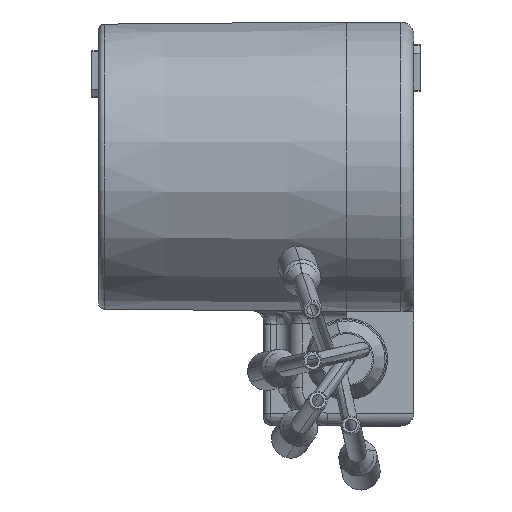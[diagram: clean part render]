
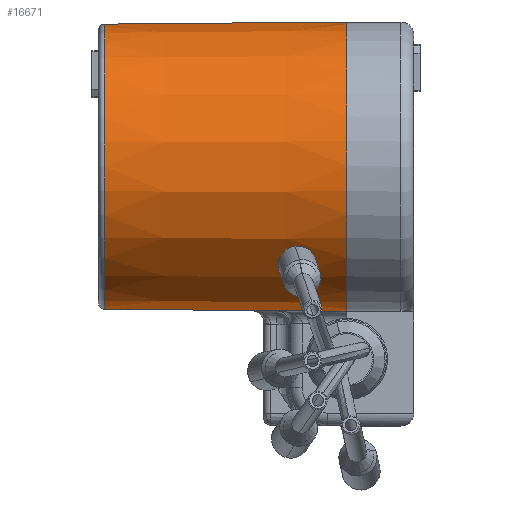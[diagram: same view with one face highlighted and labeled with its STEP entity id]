
A CAD part, left-side view. The second image highlights one B-rep face of the part: STEP entity #16671.
In plain terms, the highlighted conical face has half-angle 0.5 degrees and reference radius 11.267 mm.
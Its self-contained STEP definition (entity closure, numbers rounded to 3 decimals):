
#5440=CARTESIAN_POINT('',(-15.125,-5.603,
24.1));
#5441=CARTESIAN_POINT('',(-15.367,-5.603,
24.1));
#5442=CARTESIAN_POINT('',(-15.852,-5.603,
24.084));
#5443=CARTESIAN_POINT('',(-16.577,-5.603,
24.015));
#5444=CARTESIAN_POINT('',(-17.296,-5.603,
23.898));
#5445=CARTESIAN_POINT('',(-18.006,-5.603,
23.736));
#5446=CARTESIAN_POINT('',(-18.704,-5.603,
23.529));
#5447=CARTESIAN_POINT('',(-19.387,-5.603,
23.278));
#5448=CARTESIAN_POINT('',(-20.053,-5.603,
22.983));
#5449=CARTESIAN_POINT('',(-20.698,-5.603,
22.646));
#5450=CARTESIAN_POINT('',(-21.321,-5.603,
22.269));
#5451=CARTESIAN_POINT('',(-21.918,-5.603,
21.852));
#5452=CARTESIAN_POINT('',(-22.487,-5.603,
21.398));
#5453=CARTESIAN_POINT('',(-23.026,-5.603,
20.909));
#5454=CARTESIAN_POINT('',(-23.532,-5.603,
20.386));
#5455=CARTESIAN_POINT('',(-24.004,-5.603,
19.831));
#5456=CARTESIAN_POINT('',(-24.44,-5.603,
19.248));
#5457=CARTESIAN_POINT('',(-24.837,-5.603,
18.638));
#5458=CARTESIAN_POINT('',(-25.194,-5.603,
18.003));
#5459=CARTESIAN_POINT('',(-25.51,-5.603,
17.347));
#5460=CARTESIAN_POINT('',(-25.783,-5.603,
16.673));
#5461=CARTESIAN_POINT('',(-26.013,-5.603,
15.982));
#5462=CARTESIAN_POINT('',(-26.198,-5.603,
15.277));
#5463=CARTESIAN_POINT('',(-26.337,-5.603,
14.563));
#5464=CARTESIAN_POINT('',(-26.43,-5.603,
13.841));
#5465=CARTESIAN_POINT('',(-26.477,-5.603,
13.114));
#5466=CARTESIAN_POINT('',(-26.477,-5.603,
12.386));
#5467=CARTESIAN_POINT('',(-26.43,-5.603,
11.659));
#5468=CARTESIAN_POINT('',(-26.337,-5.603,
10.937));
#5469=CARTESIAN_POINT('',(-26.198,-5.603,
10.223));
#5470=CARTESIAN_POINT('',(-26.013,-5.603,
9.518));
#5471=CARTESIAN_POINT('',(-25.783,-5.603,
8.827));
#5472=CARTESIAN_POINT('',(-25.51,-5.603,
8.153));
#5473=CARTESIAN_POINT('',(-25.194,-5.603,
7.497));
#5474=CARTESIAN_POINT('',(-24.837,-5.603,
6.862));
#5475=CARTESIAN_POINT('',(-24.44,-5.603,
6.252));
#5476=CARTESIAN_POINT('',(-24.004,-5.603,
5.669));
#5477=CARTESIAN_POINT('',(-23.532,-5.603,
5.114));
#5478=CARTESIAN_POINT('',(-23.026,-5.603,
4.591));
#5479=CARTESIAN_POINT('',(-22.487,-5.603,
4.102));
#5480=CARTESIAN_POINT('',(-21.918,-5.603,
3.648));
#5481=CARTESIAN_POINT('',(-21.321,-5.603,
3.231));
#5482=CARTESIAN_POINT('',(-20.698,-5.603,
2.854));
#5483=CARTESIAN_POINT('',(-20.053,-5.603,
2.517));
#5484=CARTESIAN_POINT('',(-19.387,-5.603,
2.222));
#5485=CARTESIAN_POINT('',(-18.704,-5.603,
1.971));
#5486=CARTESIAN_POINT('',(-18.006,-5.603,
1.764));
#5487=CARTESIAN_POINT('',(-17.296,-5.603,
1.602));
#5488=CARTESIAN_POINT('',(-16.577,-5.603,
1.485));
#5489=CARTESIAN_POINT('',(-15.852,-5.603,
1.416));
#5490=CARTESIAN_POINT('',(-15.367,-5.603,
1.4));
#5491=CARTESIAN_POINT('',(-15.125,-5.603,
1.4));
#5501=DIRECTION('',(0.,-1.,-0.009));
#5502=VECTOR('',#5501,19.005);
#5503=CARTESIAN_POINT('',(-15.125,13.401,1.566));
#5504=LINE('',#5503,#5502);
#5505=DIRECTION('',(0.,1.,-0.009));
#5506=VECTOR('',#5505,19.005);
#5507=CARTESIAN_POINT('',(-15.125,-5.603,
24.1));
#5508=LINE('',#5507,#5506);
#5514=CARTESIAN_POINT('',(-15.125,13.401,12.75));
#5515=DIRECTION('',(0.,1.,0.));
#5516=DIRECTION('',(0.,0.,-1.));
#5517=AXIS2_PLACEMENT_3D('',#5514,#5515,#5516);
#12930=CARTESIAN_POINT('',(-15.125,13.401,
1.566));
#12932=VERTEX_POINT('',#12930);
#12948=CARTESIAN_POINT('',(-15.125,13.401,
23.934));
#12949=VERTEX_POINT('',#12948);
#13305=CARTESIAN_POINT('',(-15.125,-5.603,
1.4));
#13307=VERTEX_POINT('',#13305);
#13309=VERTEX_POINT('',#5440);
#16658=CARTESIAN_POINT('',(-15.125,3.899,
12.75));
#16659=DIRECTION('',(0.,-1.,0.));
#16660=DIRECTION('',(0.,0.,1.));
#16661=AXIS2_PLACEMENT_3D('',#16658,#16659,#16660);
#16662=CONICAL_SURFACE('',#16661,11.267,0.5);
#16663=ORIENTED_EDGE('',*,*,#16649,.T.);
#16664=ORIENTED_EDGE('',*,*,#16006,.F.);
#16666=ORIENTED_EDGE('',*,*,#16665,.T.);
#16668=ORIENTED_EDGE('',*,*,#16667,.F.);
#16669=EDGE_LOOP('',(#16663,#16664,#16666,#16668));
#16670=FACE_OUTER_BOUND('',#16669,.F.);
#5492=B_SPLINE_CURVE_WITH_KNOTS('',3,(#5440,#5441,#5442,#5443,#5444,#5445,#5446,
#5447,#5448,#5449,#5450,#5451,#5452,#5453,#5454,#5455,#5456,#5457,#5458,#5459,
#5460,#5461,#5462,#5463,#5464,#5465,#5466,#5467,#5468,#5469,#5470,#5471,#5472,
#5473,#5474,#5475,#5476,#5477,#5478,#5479,#5480,#5481,#5482,#5483,#5484,#5485,
#5486,#5487,#5488,#5489,#5490,#5491),.UNSPECIFIED.,.F.,.F.,(4,1,1,1,1,1,1,1,1,1,
1,1,1,1,1,1,1,1,1,1,1,1,1,1,1,1,1,1,1,1,1,1,1,1,1,1,1,1,1,1,1,1,1,1,1,1,1,1,1,
4),(0.,0.02,0.041,0.061,
0.082,0.102,0.122,0.143,
0.163,0.184,0.204,0.224,
0.245,0.265,0.286,0.306,
0.327,0.347,0.367,0.388,
0.408,0.429,0.449,0.469,
0.49,0.51,0.531,0.551,
0.571,0.592,0.612,0.633,
0.653,0.673,0.694,0.714,
0.735,0.755,0.776,0.796,
0.816,0.837,0.857,0.878,
0.898,0.918,0.939,0.959,
0.98,1.),.UNSPECIFIED.);
#5518=CIRCLE('',#5517,11.184);
#16006=EDGE_CURVE('',#12932,#13307,#5504,.T.);
#16649=EDGE_CURVE('',#13309,#13307,#5492,.T.);
#16665=EDGE_CURVE('',#12932,#12949,#5518,.T.);
#16667=EDGE_CURVE('',#13309,#12949,#5508,.T.);
#16671=ADVANCED_FACE('',(#16670),#16662,.T.);
